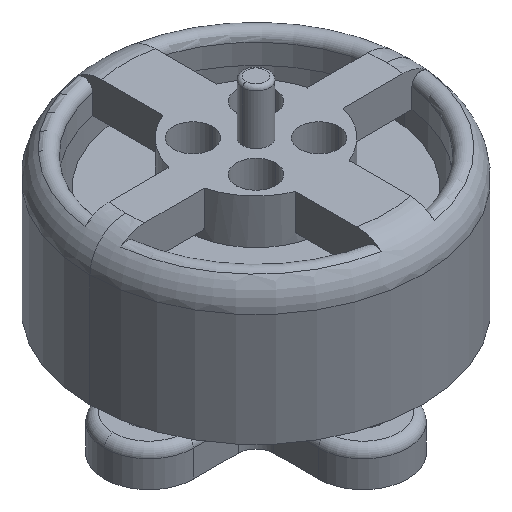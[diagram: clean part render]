
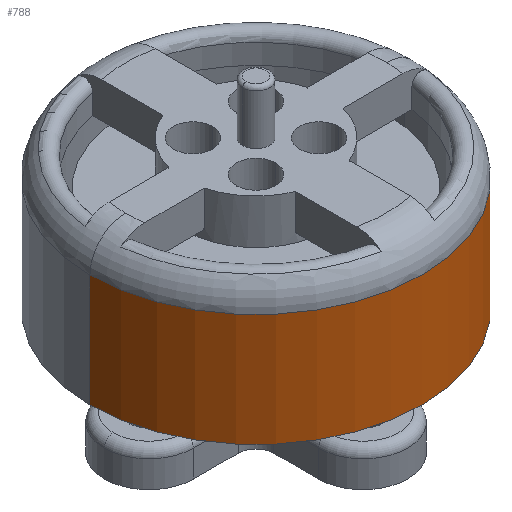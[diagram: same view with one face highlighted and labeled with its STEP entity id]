
A CAD part, isometric view. The second image highlights one B-rep face of the part: STEP entity #788.
In plain terms, the highlighted cylindrical face has radius 9.3 mm (diameter 18.6 mm), a partial arc.
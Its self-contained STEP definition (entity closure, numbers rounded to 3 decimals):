
#23 = ORIENTED_EDGE ( 'NONE', *, *, #477, .T. ) ;
#63 = DIRECTION ( 'NONE',  ( 0., 0., -1. ) ) ;
#114 = DIRECTION ( 'NONE',  ( 1., 0., 0. ) ) ;
#129 = VERTEX_POINT ( 'NONE', #411 ) ;
#165 = ORIENTED_EDGE ( 'NONE', *, *, #1511, .F. ) ;
#242 = EDGE_CURVE ( 'NONE', #3942, #3581, #1702, .T. ) ;
#321 = VECTOR ( 'NONE', #63, 1000. ) ;
#354 = ORIENTED_EDGE ( 'NONE', *, *, #2153, .T. ) ;
#411 = CARTESIAN_POINT ( 'NONE',  ( 9.3, 0., 0. ) ) ;
#431 = AXIS2_PLACEMENT_3D ( 'NONE', #1046, #1382, #1916 ) ;
#457 = CARTESIAN_POINT ( 'NONE',  ( 0., 0., 0. ) ) ;
#477 = EDGE_CURVE ( 'NONE', #1701, #129, #3324, .T. ) ;
#788 = ADVANCED_FACE ( 'NONE', ( #2891 ), #3461, .T. ) ;
#971 = VECTOR ( 'NONE', #3614, 1000. ) ;
#1046 = CARTESIAN_POINT ( 'NONE',  ( 0., 0., 8.3 ) ) ;
#1189 = AXIS2_PLACEMENT_3D ( 'NONE', #1625, #1963, #2859 ) ;
#1382 = DIRECTION ( 'NONE',  ( 0., 0., -1. ) ) ;
#1511 = EDGE_CURVE ( 'NONE', #3942, #129, #3802, .T. ) ;
#1582 = AXIS2_PLACEMENT_3D ( 'NONE', #457, #3871, #114 ) ;
#1625 = CARTESIAN_POINT ( 'NONE',  ( 0., 0., 6.3 ) ) ;
#1701 = VERTEX_POINT ( 'NONE', #2181 ) ;
#1702 = CIRCLE ( 'NONE', #1189, 9.3 ) ;
#1794 = CARTESIAN_POINT ( 'NONE',  ( 9.3, 0., 6.3 ) ) ;
#1916 = DIRECTION ( 'NONE',  ( -1., 0., 0. ) ) ;
#1963 = DIRECTION ( 'NONE',  ( 0., 0., -1. ) ) ;
#2055 = CARTESIAN_POINT ( 'NONE',  ( -9.3, 0., 8.3 ) ) ;
#2153 = EDGE_CURVE ( 'NONE', #3581, #1701, #3596, .T. ) ;
#2181 = CARTESIAN_POINT ( 'NONE',  ( -9.3, 0., 0. ) ) ;
#2243 = CARTESIAN_POINT ( 'NONE',  ( 9.3, 0., 8.3 ) ) ;
#2859 = DIRECTION ( 'NONE',  ( 1., 0., 0. ) ) ;
#2891 = FACE_OUTER_BOUND ( 'NONE', #3649, .T. ) ;
#3324 = CIRCLE ( 'NONE', #1582, 9.3 ) ;
#3461 = CYLINDRICAL_SURFACE ( 'NONE', #431, 9.3 ) ;
#3581 = VERTEX_POINT ( 'NONE', #3668 ) ;
#3596 = LINE ( 'NONE', #2055, #971 ) ;
#3614 = DIRECTION ( 'NONE',  ( 0., 0., -1. ) ) ;
#3649 = EDGE_LOOP ( 'NONE', ( #165, #3981, #354, #23 ) ) ;
#3668 = CARTESIAN_POINT ( 'NONE',  ( -9.3, 0., 6.3 ) ) ;
#3802 = LINE ( 'NONE', #2243, #321 ) ;
#3871 = DIRECTION ( 'NONE',  ( 0., 0., 1. ) ) ;
#3942 = VERTEX_POINT ( 'NONE', #1794 ) ;
#3981 = ORIENTED_EDGE ( 'NONE', *, *, #242, .T. ) ;
